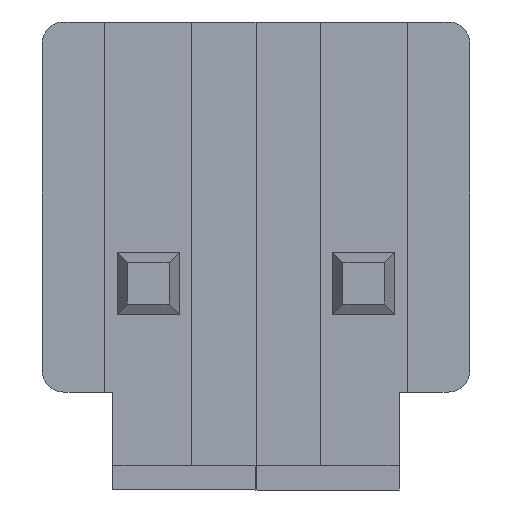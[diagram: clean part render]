
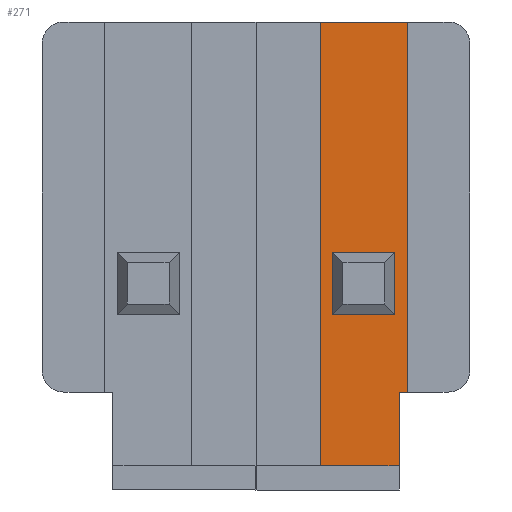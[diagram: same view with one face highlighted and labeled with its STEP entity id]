
A CAD part, front view. The second image highlights one B-rep face of the part: STEP entity #271.
In plain terms, the highlighted planar face has unit normal (0, -1, 0).
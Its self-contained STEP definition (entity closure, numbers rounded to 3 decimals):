
#181 = VERTEX_POINT('',#182);
#182 = CARTESIAN_POINT('',(10.47,0.2,-0.57));
#188 = EDGE_CURVE('',#181,#189,#191,.T.);
#189 = VERTEX_POINT('',#190);
#190 = CARTESIAN_POINT('',(9.33,0.2,-0.57));
#191 = LINE('',#192,#193);
#192 = CARTESIAN_POINT('',(10.7,0.2,-0.57));
#193 = VECTOR('',#194,1.);
#194 = DIRECTION('',(-1.,0.,0.));
#211 = VERTEX_POINT('',#212);
#212 = CARTESIAN_POINT('',(10.47,0.2,0.57));
#220 = EDGE_CURVE('',#211,#181,#221,.T.);
#221 = LINE('',#222,#223);
#222 = CARTESIAN_POINT('',(10.47,0.2,-3.8));
#223 = VECTOR('',#224,1.);
#224 = DIRECTION('',(0.,0.,-1.));
#235 = VERTEX_POINT('',#236);
#236 = CARTESIAN_POINT('',(9.33,0.2,0.57));
#244 = EDGE_CURVE('',#235,#211,#245,.T.);
#245 = LINE('',#246,#247);
#246 = CARTESIAN_POINT('',(10.7,0.2,0.57));
#247 = VECTOR('',#248,1.);
#248 = DIRECTION('',(1.,0.,0.));
#260 = EDGE_CURVE('',#189,#235,#261,.T.);
#261 = LINE('',#262,#263);
#262 = CARTESIAN_POINT('',(9.33,0.2,-3.8));
#263 = VECTOR('',#264,1.);
#264 = DIRECTION('',(0.,0.,1.));
#271 = ADVANCED_FACE('',(#272,#278),#328,.F.);
#272 = FACE_BOUND('',#273,.T.);
#273 = EDGE_LOOP('',(#274,#275,#276,#277));
#274 = ORIENTED_EDGE('',*,*,#244,.T.);
#275 = ORIENTED_EDGE('',*,*,#220,.T.);
#276 = ORIENTED_EDGE('',*,*,#188,.T.);
#277 = ORIENTED_EDGE('',*,*,#260,.T.);
#278 = FACE_BOUND('',#279,.T.);
#279 = EDGE_LOOP('',(#280,#290,#298,#306,#314,#322));
#280 = ORIENTED_EDGE('',*,*,#281,.F.);
#281 = EDGE_CURVE('',#282,#284,#286,.T.);
#282 = VERTEX_POINT('',#283);
#283 = CARTESIAN_POINT('',(9.1,0.2,-3.35));
#284 = VERTEX_POINT('',#285);
#285 = CARTESIAN_POINT('',(9.1,0.2,4.8));
#286 = LINE('',#287,#288);
#287 = CARTESIAN_POINT('',(9.1,0.2,-3.8));
#288 = VECTOR('',#289,1.);
#289 = DIRECTION('',(0.,0.,1.));
#290 = ORIENTED_EDGE('',*,*,#291,.F.);
#291 = EDGE_CURVE('',#292,#282,#294,.T.);
#292 = VERTEX_POINT('',#293);
#293 = CARTESIAN_POINT('',(10.55,0.2,-3.35));
#294 = LINE('',#295,#296);
#295 = CARTESIAN_POINT('',(10.55,0.2,-3.35));
#296 = VECTOR('',#297,1.);
#297 = DIRECTION('',(-1.,0.,0.));
#298 = ORIENTED_EDGE('',*,*,#299,.F.);
#299 = EDGE_CURVE('',#300,#292,#302,.T.);
#300 = VERTEX_POINT('',#301);
#301 = CARTESIAN_POINT('',(10.55,0.2,-2.));
#302 = LINE('',#303,#304);
#303 = CARTESIAN_POINT('',(10.55,0.2,0.));
#304 = VECTOR('',#305,1.);
#305 = DIRECTION('',(0.,0.,-1.));
#306 = ORIENTED_EDGE('',*,*,#307,.F.);
#307 = EDGE_CURVE('',#308,#300,#310,.T.);
#308 = VERTEX_POINT('',#309);
#309 = CARTESIAN_POINT('',(10.7,0.2,-2.));
#310 = LINE('',#311,#312);
#311 = CARTESIAN_POINT('',(-11.45,0.2,-2.));
#312 = VECTOR('',#313,1.);
#313 = DIRECTION('',(-1.,0.,0.));
#314 = ORIENTED_EDGE('',*,*,#315,.T.);
#315 = EDGE_CURVE('',#308,#316,#318,.T.);
#316 = VERTEX_POINT('',#317);
#317 = CARTESIAN_POINT('',(10.7,0.2,4.8));
#318 = LINE('',#319,#320);
#319 = CARTESIAN_POINT('',(10.7,0.2,-3.8));
#320 = VECTOR('',#321,1.);
#321 = DIRECTION('',(0.,0.,1.));
#322 = ORIENTED_EDGE('',*,*,#323,.F.);
#323 = EDGE_CURVE('',#284,#316,#324,.T.);
#324 = LINE('',#325,#326);
#325 = CARTESIAN_POINT('',(-11.45,0.2,4.8));
#326 = VECTOR('',#327,1.);
#327 = DIRECTION('',(1.,0.,0.));
#328 = PLANE('',#329);
#329 = AXIS2_PLACEMENT_3D('',#330,#331,#332);
#330 = CARTESIAN_POINT('',(10.7,0.2,-3.8));
#331 = DIRECTION('',(0.,1.,0.));
#332 = DIRECTION('',(-1.,0.,0.));
